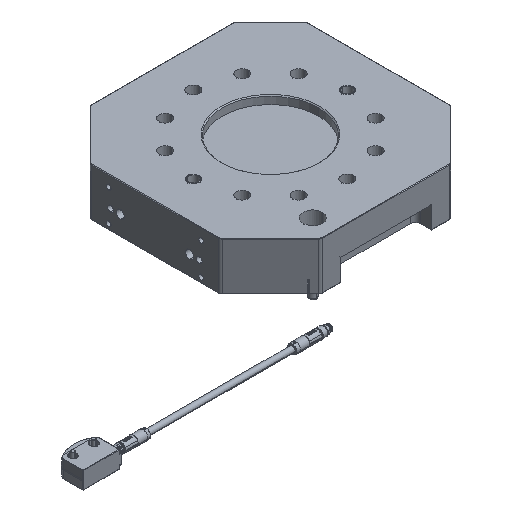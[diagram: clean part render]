
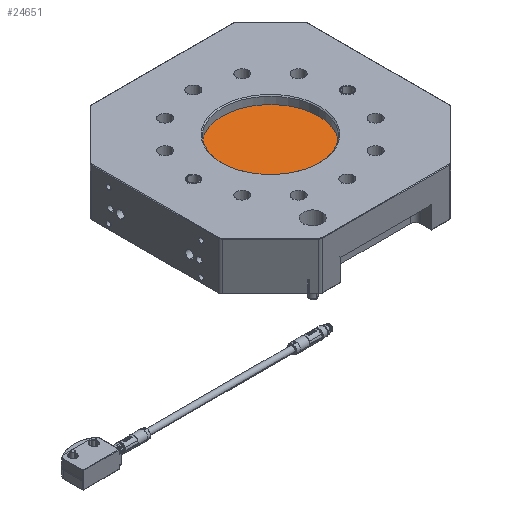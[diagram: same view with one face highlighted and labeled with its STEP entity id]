
A CAD part, isometric view. The second image highlights one B-rep face of the part: STEP entity #24651.
In plain terms, the highlighted planar face has unit normal (0, 0, 1).
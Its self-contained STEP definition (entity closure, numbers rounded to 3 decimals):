
#2976 = CARTESIAN_POINT ( 'NONE',  ( 0., 0., 41.5 ) ) ;
#18069 = EDGE_CURVE ( 'NONE', #54776, #51049, #25931, .T. ) ;
#21902 = CARTESIAN_POINT ( 'NONE',  ( 50., 0., 41.5 ) ) ;
#24651 = ADVANCED_FACE ( 'NONE', ( #99469 ), #98778, .T. ) ;
#25931 = CIRCLE ( 'NONE', #57161, 50. ) ;
#31732 = EDGE_CURVE ( 'NONE', #51049, #54776, #62105, .T. ) ;
#42587 = CARTESIAN_POINT ( 'NONE',  ( 0., 0., 41.5 ) ) ;
#44236 = CARTESIAN_POINT ( 'NONE',  ( 0., 0., 41.5 ) ) ;
#44912 = ORIENTED_EDGE ( 'NONE', *, *, #18069, .T. ) ;
#51049 = VERTEX_POINT ( 'NONE', #21902 ) ;
#54053 = DIRECTION ( 'NONE',  ( 0., 0., 1. ) ) ;
#54776 = VERTEX_POINT ( 'NONE', #114905 ) ;
#57161 = AXIS2_PLACEMENT_3D ( 'NONE', #42587, #62857, #62186 ) ;
#62105 = CIRCLE ( 'NONE', #113612, 50. ) ;
#62186 = DIRECTION ( 'NONE',  ( 1., 0., 0. ) ) ;
#62857 = DIRECTION ( 'NONE',  ( 0., 0., 1. ) ) ;
#67230 = DIRECTION ( 'NONE',  ( 0., 0., 1. ) ) ;
#86847 = DIRECTION ( 'NONE',  ( 1., 0., 0. ) ) ;
#93870 = EDGE_LOOP ( 'NONE', ( #131629, #44912 ) ) ;
#98778 = PLANE ( 'NONE',  #127720 ) ;
#99469 = FACE_OUTER_BOUND ( 'NONE', #93870, .T. ) ;
#107877 = DIRECTION ( 'NONE',  ( 1., 0., 0. ) ) ;
#113612 = AXIS2_PLACEMENT_3D ( 'NONE', #44236, #54053, #107877 ) ;
#114905 = CARTESIAN_POINT ( 'NONE',  ( -50., 0., 41.5 ) ) ;
#127720 = AXIS2_PLACEMENT_3D ( 'NONE', #2976, #67230, #86847 ) ;
#131629 = ORIENTED_EDGE ( 'NONE', *, *, #31732, .T. ) ;
